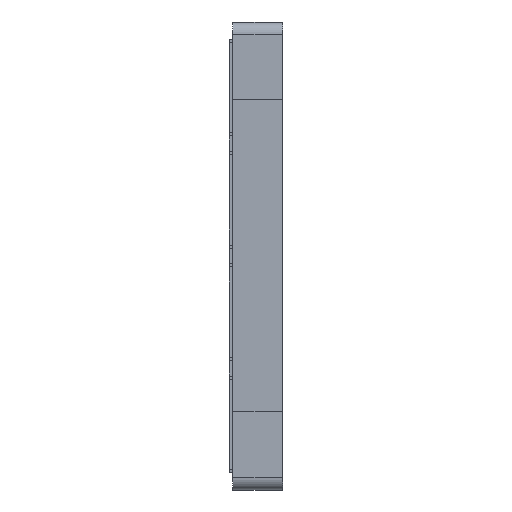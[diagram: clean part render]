
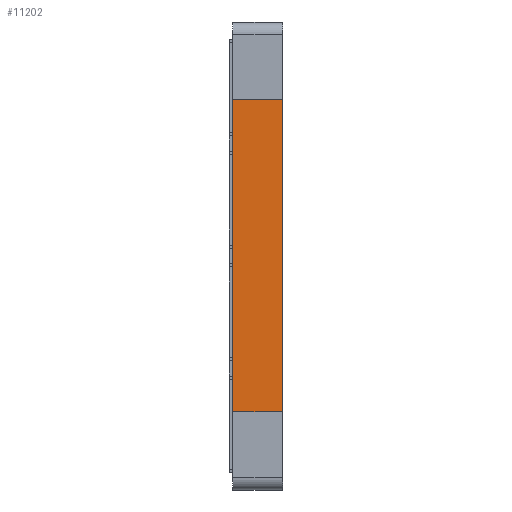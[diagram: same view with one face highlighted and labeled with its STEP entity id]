
A CAD part, left-side view. The second image highlights one B-rep face of the part: STEP entity #11202.
In plain terms, the highlighted planar face has unit normal (-1, 0, 0).
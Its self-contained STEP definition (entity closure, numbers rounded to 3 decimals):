
#412=FACE_OUTER_BOUND('',#1041,.T.);
#1041=EDGE_LOOP('',(#7427,#7428,#7429,#7430));
#1713=LINE('',#15851,#3123);
#1729=LINE('',#15888,#3139);
#1757=LINE('',#15942,#3167);
#1758=LINE('',#15944,#3168);
#3123=VECTOR('',#12727,10.);
#3139=VECTOR('',#12759,10.);
#3167=VECTOR('',#12809,10.);
#3168=VECTOR('',#12812,10.);
#4561=VERTEX_POINT('',#15848);
#4562=VERTEX_POINT('',#15850);
#4574=VERTEX_POINT('',#15885);
#4575=VERTEX_POINT('',#15887);
#5671=EDGE_CURVE('',#4561,#4562,#1713,.T.);
#5690=EDGE_CURVE('',#4575,#4574,#1729,.T.);
#5719=EDGE_CURVE('',#4575,#4561,#1757,.T.);
#5720=EDGE_CURVE('',#4574,#4562,#1758,.T.);
#7427=ORIENTED_EDGE('',*,*,#5720,.T.);
#7428=ORIENTED_EDGE('',*,*,#5671,.F.);
#7429=ORIENTED_EDGE('',*,*,#5719,.F.);
#7430=ORIENTED_EDGE('',*,*,#5690,.T.);
#10622=PLANE('',#11852);
#11202=ADVANCED_FACE('',(#412),#10622,.T.);
#11852=AXIS2_PLACEMENT_3D('',#15945,#12813,#12814);
#12727=DIRECTION('',(0.,0.,-1.));
#12759=DIRECTION('',(0.,0.,-1.));
#12809=DIRECTION('',(0.,-1.,0.));
#12812=DIRECTION('',(0.,-1.,0.));
#12813=DIRECTION('center_axis',(-1.,0.,0.));
#12814=DIRECTION('ref_axis',(0.,0.,1.));
#15848=CARTESIAN_POINT('',(-11.,-2.,67.));
#15850=CARTESIAN_POINT('',(-11.,-2.,17.));
#15851=CARTESIAN_POINT('',(-11.,-2.,17.));
#15885=CARTESIAN_POINT('',(-11.,6.,17.));
#15887=CARTESIAN_POINT('',(-11.,6.,67.));
#15888=CARTESIAN_POINT('',(-11.,6.,67.));
#15942=CARTESIAN_POINT('',(-11.,0.,67.));
#15944=CARTESIAN_POINT('',(-11.,6.,17.));
#15945=CARTESIAN_POINT('Origin',(-11.,3.,42.));
